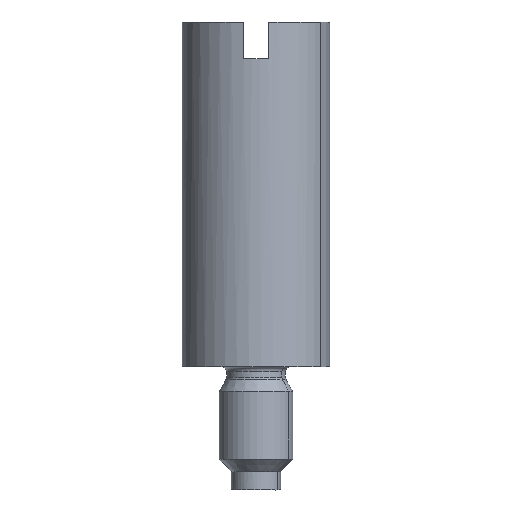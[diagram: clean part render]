
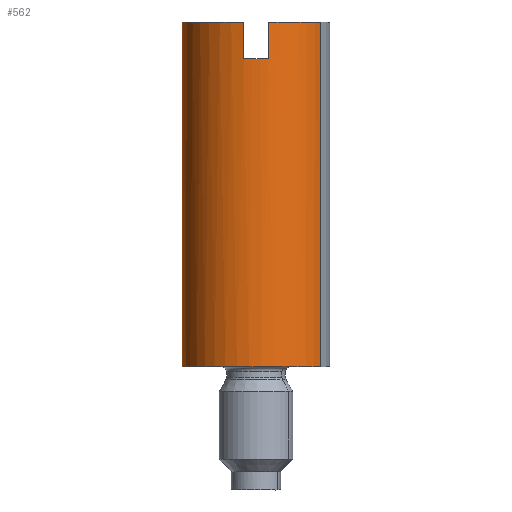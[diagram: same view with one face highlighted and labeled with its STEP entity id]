
A CAD part, left-side view. The second image highlights one B-rep face of the part: STEP entity #562.
In plain terms, the highlighted cylindrical face has radius 3 mm (diameter 6 mm), a partial arc.
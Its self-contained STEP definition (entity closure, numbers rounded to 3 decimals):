
#378=AXIS2_PLACEMENT_3D('Circle Axis2P3D',#376,#377,$) ;
#461=AXIS2_PLACEMENT_3D('Circle Axis2P3D',#459,#460,$) ;
#524=AXIS2_PLACEMENT_3D('Circle Axis2P3D',#522,#523,$) ;
#539=AXIS2_PLACEMENT_3D('Cylinder Axis2P3D',#536,#537,#538) ;
#353=CARTESIAN_POINT('Vertex',(0.042,3.5,19.)) ;
#356=CARTESIAN_POINT('Line Origine',(0.042,3.5,18.25)) ;
#360=CARTESIAN_POINT('Vertex',(0.042,3.5,17.5)) ;
#376=CARTESIAN_POINT('Axis2P3D Location',(3.,3.,17.5)) ;
#380=CARTESIAN_POINT('Vertex',(0.042,2.5,17.5)) ;
#395=CARTESIAN_POINT('Line Origine',(0.042,2.5,18.25)) ;
#399=CARTESIAN_POINT('Vertex',(0.042,2.5,19.)) ;
#459=CARTESIAN_POINT('Axis2P3D Location',(3.,3.,19.)) ;
#463=CARTESIAN_POINT('Vertex',(1.562,0.367,19.)) ;
#485=CARTESIAN_POINT('Line Origine',(1.562,0.367,2.673)) ;
#489=CARTESIAN_POINT('Vertex',(1.562,0.367,5.)) ;
#496=CARTESIAN_POINT('Vertex',(4.438,5.633,5.)) ;
#499=CARTESIAN_POINT('Line Origine',(4.438,5.633,2.673)) ;
#503=CARTESIAN_POINT('Vertex',(4.438,5.633,19.)) ;
#522=CARTESIAN_POINT('Axis2P3D Location',(3.,3.,19.)) ;
#536=CARTESIAN_POINT('Axis2P3D Location',(3.,3.,2.673)) ;
#542=CARTESIAN_POINT('Control Point',(1.562,0.367,5.)) ;
#543=CARTESIAN_POINT('Control Point',(0.735,0.819,5.)) ;
#544=CARTESIAN_POINT('Control Point',(0.085,1.596,5.)) ;
#545=CARTESIAN_POINT('Control Point',(-0.212,2.607,5.)) ;
#546=CARTESIAN_POINT('Control Point',(0.042,4.616,5.)) ;
#547=CARTESIAN_POINT('Control Point',(1.596,5.915,5.)) ;
#548=CARTESIAN_POINT('Control Point',(2.607,6.212,5.)) ;
#549=CARTESIAN_POINT('Control Point',(3.611,6.085,5.)) ;
#550=CARTESIAN_POINT('Control Point',(4.438,5.633,5.)) ;
#357=DIRECTION('Vector Direction',(0.,0.,-1.)) ;
#377=DIRECTION('Axis2P3D Direction',(0.,0.,-1.)) ;
#396=DIRECTION('Vector Direction',(0.,0.,-1.)) ;
#460=DIRECTION('Axis2P3D Direction',(0.,0.,-1.)) ;
#486=DIRECTION('Vector Direction',(0.,0.,-1.)) ;
#500=DIRECTION('Vector Direction',(0.,0.,-1.)) ;
#523=DIRECTION('Axis2P3D Direction',(0.,0.,-1.)) ;
#537=DIRECTION('Axis2P3D Direction',(0.,0.,-1.)) ;
#538=DIRECTION('Axis2P3D XDirection',(-0.479,-0.878,0.)) ;
#358=VECTOR('Line Direction',#357,1.) ;
#397=VECTOR('Line Direction',#396,1.) ;
#487=VECTOR('Line Direction',#486,1.) ;
#501=VECTOR('Line Direction',#500,1.) ;
#553=ORIENTED_EDGE('',*,*,#526,.T.) ;
#554=ORIENTED_EDGE('',*,*,#505,.T.) ;
#555=ORIENTED_EDGE('',*,*,#551,.F.) ;
#556=ORIENTED_EDGE('',*,*,#491,.F.) ;
#557=ORIENTED_EDGE('',*,*,#465,.T.) ;
#558=ORIENTED_EDGE('',*,*,#401,.T.) ;
#559=ORIENTED_EDGE('',*,*,#382,.T.) ;
#560=ORIENTED_EDGE('',*,*,#362,.F.) ;
#562=ADVANCED_FACE('STB',(#561),#540,.T.) ;
#541=B_SPLINE_CURVE_WITH_KNOTS('',5,(#542,#543,#544,#545,#546,#547,#548,#549,#550),.UNSPECIFIED.,.F.,.U.,(6,3,6),(-4.712,0.,4.712),.UNSPECIFIED.) ;
#379=CIRCLE('generated circle',#378,3.) ;
#462=CIRCLE('generated circle',#461,3.) ;
#525=CIRCLE('generated circle',#524,3.) ;
#540=CYLINDRICAL_SURFACE('generated cylinder',#539,3.) ;
#362=EDGE_CURVE('',#354,#361,#359,.T.) ;
#382=EDGE_CURVE('',#381,#361,#379,.T.) ;
#401=EDGE_CURVE('',#400,#381,#398,.T.) ;
#465=EDGE_CURVE('',#464,#400,#462,.T.) ;
#491=EDGE_CURVE('',#464,#490,#488,.T.) ;
#505=EDGE_CURVE('',#504,#497,#502,.T.) ;
#526=EDGE_CURVE('',#354,#504,#525,.T.) ;
#551=EDGE_CURVE('',#490,#497,#541,.T.) ;
#552=EDGE_LOOP('',(#553,#554,#555,#556,#557,#558,#559,#560)) ;
#561=FACE_OUTER_BOUND('',#552,.T.) ;
#359=LINE('Line',#356,#358) ;
#398=LINE('Line',#395,#397) ;
#488=LINE('Line',#485,#487) ;
#502=LINE('Line',#499,#501) ;
#354=VERTEX_POINT('',#353) ;
#361=VERTEX_POINT('',#360) ;
#381=VERTEX_POINT('',#380) ;
#400=VERTEX_POINT('',#399) ;
#464=VERTEX_POINT('',#463) ;
#490=VERTEX_POINT('',#489) ;
#497=VERTEX_POINT('',#496) ;
#504=VERTEX_POINT('',#503) ;
